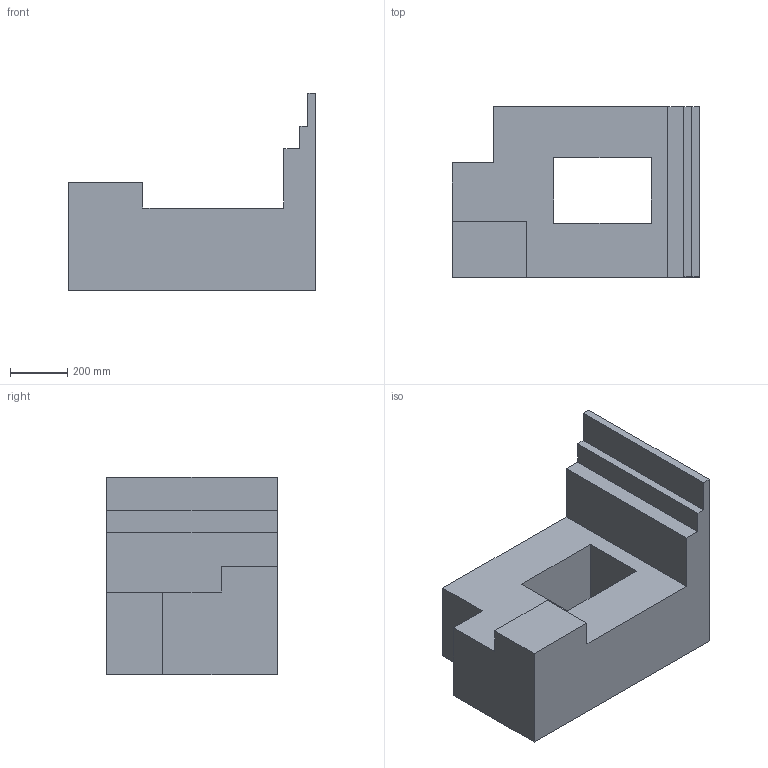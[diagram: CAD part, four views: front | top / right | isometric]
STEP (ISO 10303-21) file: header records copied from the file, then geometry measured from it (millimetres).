
FILE_DESCRIPTION(('STEP AP214'),'1');
FILE_NAME('3steps-depression-corner.stp','2019-08-06T16:28:50',(' '),(' '),'Spatial InterOp 3D',' ',' ');
FILE_SCHEMA(('AUTOMOTIVE_DESIGN { 1 0 10303 214 1 1 1 1 }'));
Length unit declared in the file: metre
Products named in the file (1): Solid
Bounding box: 868 x 597 x 693.59 mm (x, y, z)
Volume: 142655765.3 mm3; surface area: 2631229.6 mm2
Topology: 1 solids, 1 shells, 21 faces, 58 edges, 40 vertices
Faces by surface type: plane 21
Entity records: 699 total; most frequent: CARTESIAN_POINT 119, ORIENTED_EDGE 114, DIRECTION 104, LINE 58, VECTOR 58, EDGE_CURVE 57, VERTEX_POINT 38, AXIS2_PLACEMENT_3D 23
